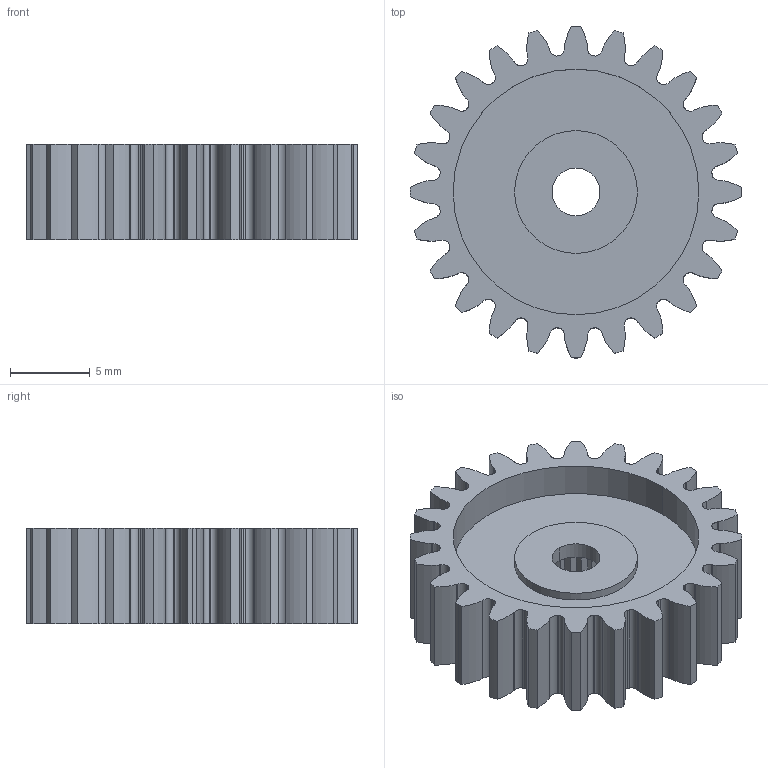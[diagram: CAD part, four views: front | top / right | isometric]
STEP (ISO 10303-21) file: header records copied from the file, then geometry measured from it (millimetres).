
FILE_DESCRIPTION (( 'STEP AP203' ), '1' );
FILE_NAME ('2305-0024-0024.STEP', '2017-04-27T18:41:16', ( '' ), ( '' ), 'SwSTEP 2.0', 'SolidWorks 2016', '' );
FILE_SCHEMA (( 'CONFIG_CONTROL_DESIGN' ));
Length unit declared in the file: millimetre
Products named in the file (1): 2305-0024-0024
Bounding box: 20.8 x 20.8 x 6 mm (x, y, z)
Volume: 957 mm3; surface area: 1637.7 mm2
Topology: 1 solids, 1 shells, 261 faces, 759 edges, 506 vertices
Faces by surface type: plane 104, bspline 96, cylinder 61
Entity records: 11900 total; most frequent: CARTESIAN_POINT 5463, ORIENTED_EDGE 1518, DIRECTION 1021, EDGE_CURVE 759, VERTEX_POINT 506, LINE 445, VECTOR 445, AXIS2_PLACEMENT_3D 288
